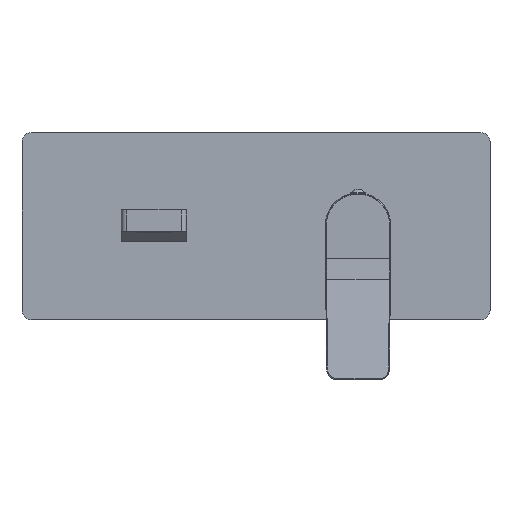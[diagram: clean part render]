
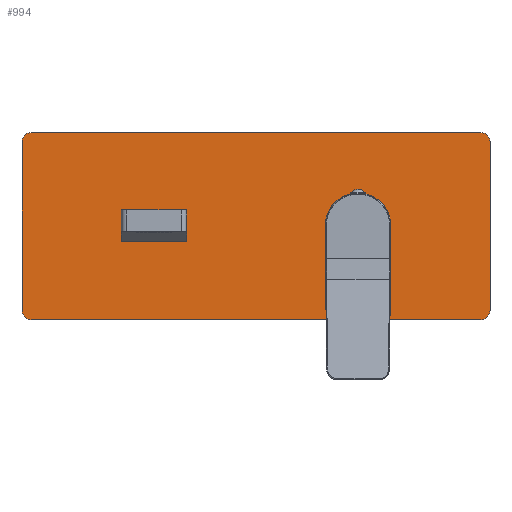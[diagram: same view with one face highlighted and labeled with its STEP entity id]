
A CAD part, top view. The second image highlights one B-rep face of the part: STEP entity #994.
In plain terms, the highlighted planar face has unit normal (0, 0, 1).
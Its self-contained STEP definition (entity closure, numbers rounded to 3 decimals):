
#81=CARTESIAN_POINT('',(65.5,45.,52.));
#82=DIRECTION('',(0.,0.,1.));
#83=DIRECTION('',(1.,0.,0.));
#84=AXIS2_PLACEMENT_3D('',#81,#82,#83);
#86=DIRECTION('',(0.,1.,0.));
#87=VECTOR('',#86,90.);
#88=CARTESIAN_POINT('',(70.5,-45.,52.));
#89=LINE('',#88,#87);
#90=CARTESIAN_POINT('',(65.5,-45.,52.));
#91=DIRECTION('',(0.,0.,1.));
#92=DIRECTION('',(0.,-1.,0.));
#93=AXIS2_PLACEMENT_3D('',#90,#91,#92);
#95=DIRECTION('',(1.,0.,0.));
#96=VECTOR('',#95,240.);
#97=CARTESIAN_POINT('',(-174.5,-50.,52.));
#98=LINE('',#97,#96);
#99=CARTESIAN_POINT('',(-174.5,-45.,52.));
#100=DIRECTION('',(0.,0.,1.));
#101=DIRECTION('',(-1.,0.,0.));
#102=AXIS2_PLACEMENT_3D('',#99,#100,#101);
#104=DIRECTION('',(0.,-1.,0.));
#105=VECTOR('',#104,90.);
#106=CARTESIAN_POINT('',(-179.5,45.,52.));
#107=LINE('',#106,#105);
#108=CARTESIAN_POINT('',(-174.5,45.,52.));
#109=DIRECTION('',(0.,0.,1.));
#110=DIRECTION('',(0.,1.,0.));
#111=AXIS2_PLACEMENT_3D('',#108,#109,#110);
#113=DIRECTION('',(-1.,0.,0.));
#114=VECTOR('',#113,240.);
#115=CARTESIAN_POINT('',(65.5,50.,52.));
#116=LINE('',#115,#114);
#117=DIRECTION('',(1.,0.,0.));
#118=VECTOR('',#117,35.);
#119=CARTESIAN_POINT('',(-126.5,-8.25,52.));
#120=LINE('',#119,#118);
#121=DIRECTION('',(0.,1.,0.));
#122=VECTOR('',#121,16.5);
#123=CARTESIAN_POINT('',(-91.5,-8.25,52.));
#124=LINE('',#123,#122);
#125=DIRECTION('',(1.,0.,0.));
#126=VECTOR('',#125,35.);
#127=CARTESIAN_POINT('',(-126.5,8.25,52.));
#128=LINE('',#127,#126);
#129=DIRECTION('',(0.,1.,0.));
#130=VECTOR('',#129,16.5);
#131=CARTESIAN_POINT('',(-126.5,-8.25,52.));
#132=LINE('',#131,#130);
#141=CARTESIAN_POINT('',(0.,0.,52.));
#142=DIRECTION('',(0.,0.,-1.));
#143=DIRECTION('',(-1.,0.,0.));
#144=AXIS2_PLACEMENT_3D('',#141,#142,#143);
#151=CARTESIAN_POINT('',(0.,0.,52.));
#152=DIRECTION('',(0.,0.,-1.));
#153=DIRECTION('',(1.,0.,0.));
#154=AXIS2_PLACEMENT_3D('',#151,#152,#153);
#707=CARTESIAN_POINT('',(70.5,45.,52.));
#708=VERTEX_POINT('',#707);
#709=CARTESIAN_POINT('',(65.5,50.,52.));
#710=VERTEX_POINT('',#709);
#715=CARTESIAN_POINT('',(-174.5,50.,52.));
#716=VERTEX_POINT('',#715);
#717=CARTESIAN_POINT('',(-179.5,45.,52.));
#718=VERTEX_POINT('',#717);
#723=CARTESIAN_POINT('',(-179.5,-45.,52.));
#724=VERTEX_POINT('',#723);
#725=CARTESIAN_POINT('',(-174.5,-50.,52.));
#726=VERTEX_POINT('',#725);
#731=CARTESIAN_POINT('',(65.5,-50.,52.));
#732=VERTEX_POINT('',#731);
#733=CARTESIAN_POINT('',(70.5,-45.,52.));
#734=VERTEX_POINT('',#733);
#759=CARTESIAN_POINT('',(-126.5,-8.25,52.));
#760=CARTESIAN_POINT('',(-91.5,-8.25,52.));
#761=VERTEX_POINT('',#759);
#762=VERTEX_POINT('',#760);
#763=CARTESIAN_POINT('',(-126.5,8.25,52.));
#764=CARTESIAN_POINT('',(-91.5,8.25,52.));
#765=VERTEX_POINT('',#763);
#766=VERTEX_POINT('',#764);
#775=CARTESIAN_POINT('',(-17.6,0.,52.));
#776=CARTESIAN_POINT('',(17.6,0.,52.));
#777=VERTEX_POINT('',#775);
#778=VERTEX_POINT('',#776);
#962=CARTESIAN_POINT('',(0.,0.,52.));
#963=DIRECTION('',(0.,0.,1.));
#964=DIRECTION('',(1.,0.,0.));
#965=AXIS2_PLACEMENT_3D('',#962,#963,#964);
#966=PLANE('',#965);
#967=ORIENTED_EDGE('',*,*,#844,.F.);
#968=ORIENTED_EDGE('',*,*,#867,.F.);
#969=ORIENTED_EDGE('',*,*,#887,.F.);
#970=ORIENTED_EDGE('',*,*,#907,.F.);
#971=ORIENTED_EDGE('',*,*,#929,.F.);
#972=ORIENTED_EDGE('',*,*,#948,.F.);
#973=ORIENTED_EDGE('',*,*,#792,.F.);
#975=ORIENTED_EDGE('',*,*,#974,.F.);
#976=EDGE_LOOP('',(#967,#968,#969,#970,#971,#972,#973,#975));
#977=FACE_OUTER_BOUND('',#976,.F.);
#979=ORIENTED_EDGE('',*,*,#978,.F.);
#981=ORIENTED_EDGE('',*,*,#980,.F.);
#982=EDGE_LOOP('',(#979,#981));
#983=FACE_BOUND('',#982,.F.);
#985=ORIENTED_EDGE('',*,*,#984,.T.);
#987=ORIENTED_EDGE('',*,*,#986,.T.);
#989=ORIENTED_EDGE('',*,*,#988,.F.);
#991=ORIENTED_EDGE('',*,*,#990,.F.);
#992=EDGE_LOOP('',(#985,#987,#989,#991));
#993=FACE_BOUND('',#992,.F.);
#994=ADVANCED_FACE('',(#977,#983,#993),#966,.T.);
#85=CIRCLE('',#84,5.);
#94=CIRCLE('',#93,5.);
#103=CIRCLE('',#102,5.);
#112=CIRCLE('',#111,5.);
#145=CIRCLE('',#144,17.6);
#155=CIRCLE('',#154,17.6);
#792=EDGE_CURVE('',#716,#718,#112,.T.);
#844=EDGE_CURVE('',#708,#710,#85,.T.);
#867=EDGE_CURVE('',#734,#708,#89,.T.);
#887=EDGE_CURVE('',#732,#734,#94,.T.);
#907=EDGE_CURVE('',#726,#732,#98,.T.);
#929=EDGE_CURVE('',#724,#726,#103,.T.);
#948=EDGE_CURVE('',#718,#724,#107,.T.);
#974=EDGE_CURVE('',#710,#716,#116,.T.);
#978=EDGE_CURVE('',#777,#778,#145,.T.);
#980=EDGE_CURVE('',#778,#777,#155,.T.);
#984=EDGE_CURVE('',#761,#762,#120,.T.);
#986=EDGE_CURVE('',#762,#766,#124,.T.);
#988=EDGE_CURVE('',#765,#766,#128,.T.);
#990=EDGE_CURVE('',#761,#765,#132,.T.);
